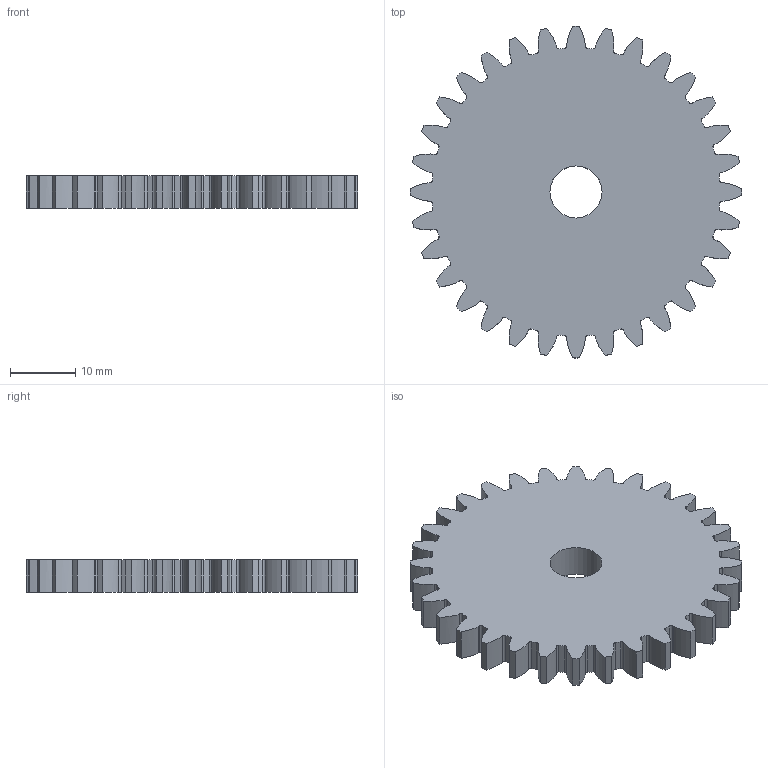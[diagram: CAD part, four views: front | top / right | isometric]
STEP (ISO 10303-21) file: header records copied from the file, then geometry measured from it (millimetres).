
FILE_DESCRIPTION(/* description */ ('Spur Gear; Module: 1.5; Num Teeth: 32; Pressure Angle: 20.0; Backlash: 0.15 mm'),/* implementation_level */ '2;1');
FILE_NAME(/* name */ 'Spur Gear 32 teeth 1.stp',/* time_stamp */ '2022-09-22T11:55:16+02:00',/* author */ (''),/* organization */ (''),/* preprocessor_version */ 'ST-DEVELOPER v19',/* originating_system */ 'Autodesk Translation Framework v11.7.0.108',/* authorisation */ '');
FILE_SCHEMA (('AUTOMOTIVE_DESIGN { 1 0 10303 214 3 1 1 }'));
Length unit declared in the file: millimetre
Products named in the file (1): Spur Gear (32 teeth) (1)
Bounding box: 51 x 51 x 5 mm (x, y, z)
Volume: 8656 mm3; surface area: 5095.3 mm2
Topology: 1 solids, 1 shells, 259 faces, 771 edges, 514 vertices
Faces by surface type: cylinder 129, plane 66, bspline 64
Full cylindrical faces by diameter (mm): 8 x1
Entity records: 27168 total; most frequent: CARTESIAN_POINT 20553, ORIENTED_EDGE 1542, DIRECTION 1293, EDGE_CURVE 771, VERTEX_POINT 514, AXIS2_PLACEMENT_3D 454, LINE 385, VECTOR 385
